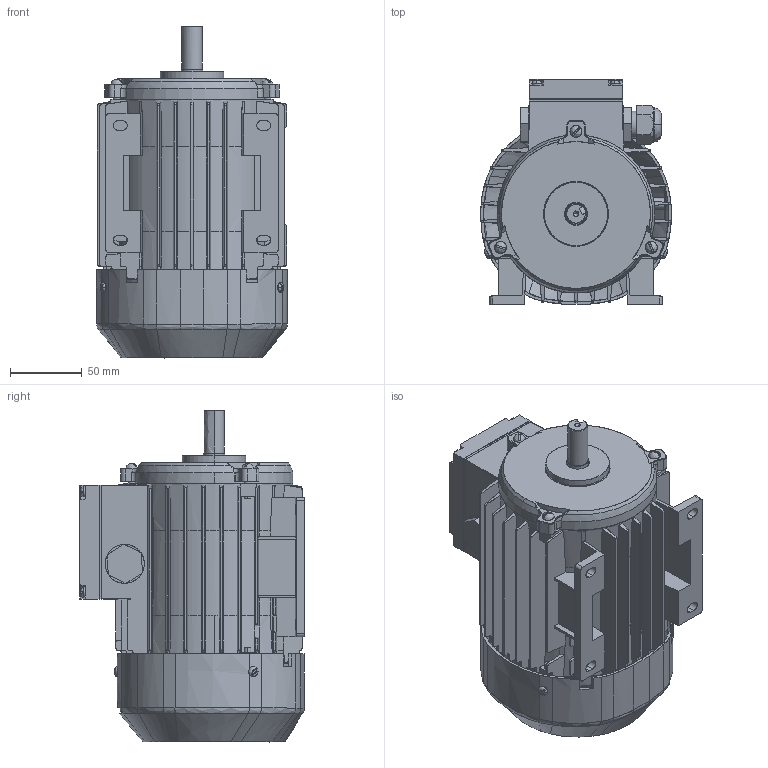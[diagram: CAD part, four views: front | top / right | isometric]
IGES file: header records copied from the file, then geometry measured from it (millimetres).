
Start section: SolidWorks IGES file using analytic representation for surfaces
Global section: file name: Äâèãàòåëü ÀÈÐ 63 .IGS; native system: SolidWorks 2009; preprocessor: SolidWorks 2009; author: ÒàíüÂàíü; date: 180122.123752; units: millimetre
Bounding box: 133.19 x 156.7 x 231.37 mm (x, y, z)
Surface area: 264010.8 mm2 (no closed solid volume)
Topology: 0 solids, 0 shells, 1308 faces, 14313 edges, 14305 vertices
Faces by surface type: bspline 912, revolution 396
